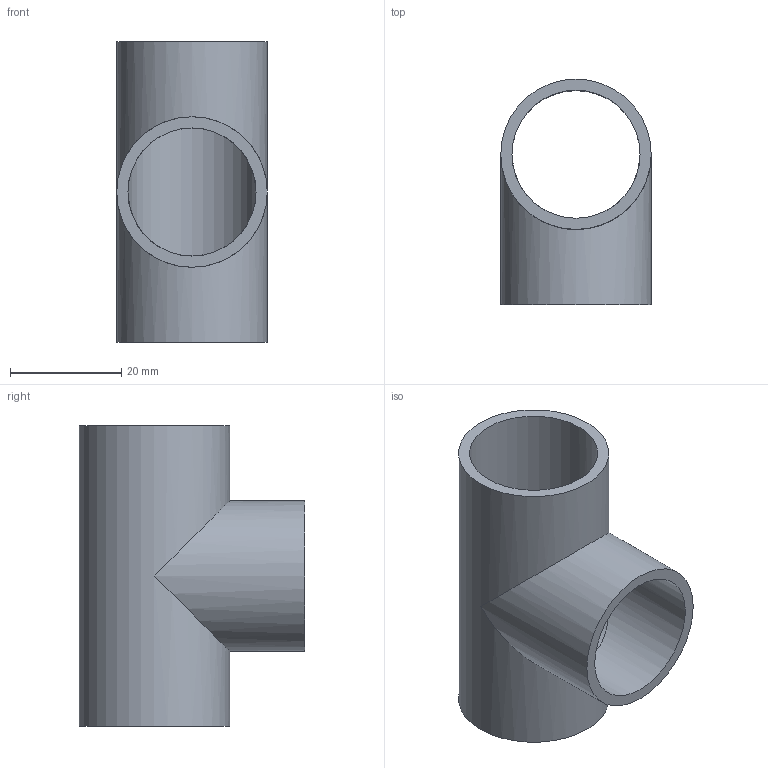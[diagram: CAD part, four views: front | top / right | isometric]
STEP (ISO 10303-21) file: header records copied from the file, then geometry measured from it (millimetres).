
FILE_DESCRIPTION(('FreeCAD Model'),'2;1');
FILE_NAME( 'FIG_130_DN15.step', '2015-11-13T19:09:48',('Author'),(''), 'Open CASCADE STEP processor 6.8','FreeCAD','Unknown');
FILE_SCHEMA(('AUTOMOTIVE_DESIGN_CC2 { 1 2 10303 214 -1 1 5 4 }'));
Length unit declared in the file: millimetre
Products named in the file (2): ASSEMBLY; Connect
Assembly tree (1 placements, depth 2):
  ASSEMBLY
    Connect
Bounding box: 27 x 40.5 x 54 mm (x, y, z)
Volume: 10218.6 mm3; surface area: 10678.6 mm2
Topology: 1 solids, 1 shells, 10 faces, 30 edges, 21 vertices
Faces by surface type: cylinder 7, plane 3
Full cylindrical faces by diameter (mm): 23 x3, 27 x2
Entity records: 1708 total; most frequent: CARTESIAN_POINT 1110, DIRECTION 93, ORIENTED_EDGE 60, PCURVE 60, DEFINITIONAL_REPRESENTATION 60, LINE 35, VECTOR 35, B_SPLINE_CURVE_WITH_KNOTS 35
